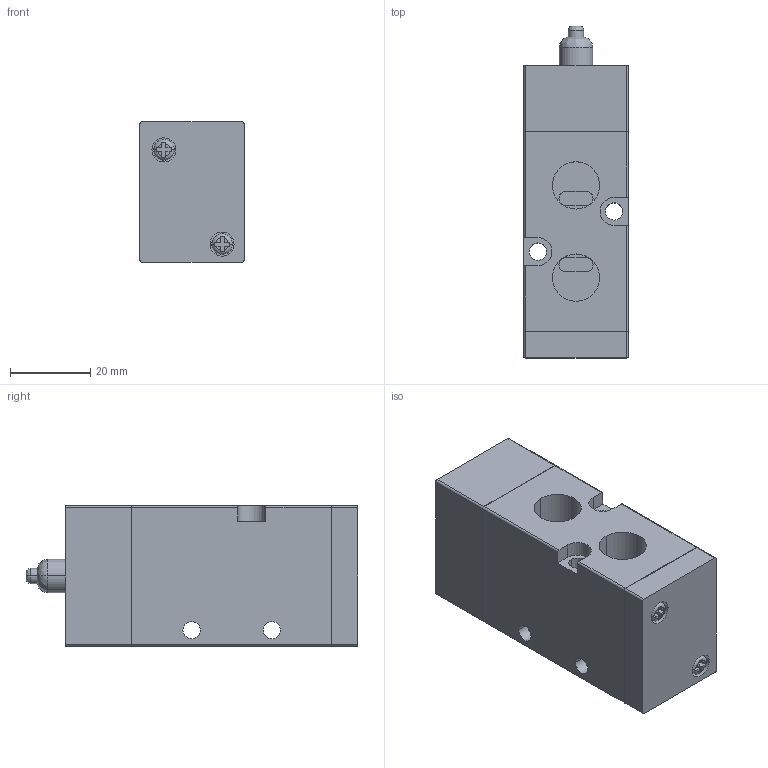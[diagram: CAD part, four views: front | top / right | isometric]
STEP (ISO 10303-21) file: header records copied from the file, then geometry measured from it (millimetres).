
FILE_DESCRIPTION (( 'STEP AP203' ), '1' );
FILE_NAME ('MSV-86522.step', '2016-12-28T19:03:22', ( '' ), ( '' ), 'SwSTEP 2.0', 'SolidWorks 2016', '' );
FILE_SCHEMA (( 'CONFIG_CONTROL_DESIGN' ));
Length unit declared in the file: millimetre
Products named in the file (1): MSV-86522
Bounding box: 26 x 82.8 x 35 mm (x, y, z)
Volume: 59906.4 mm3; surface area: 14785.2 mm2
Topology: 1 solids, 1 shells, 203 faces, 526 edges, 346 vertices
Faces by surface type: plane 131, cylinder 60, bspline 12
Entity records: 6485 total; most frequent: CARTESIAN_POINT 1534, ORIENTED_EDGE 1052, DIRECTION 968, EDGE_CURVE 526, VERTEX_POINT 346, AXIS2_PLACEMENT_3D 340, VECTOR 288, LINE 288
